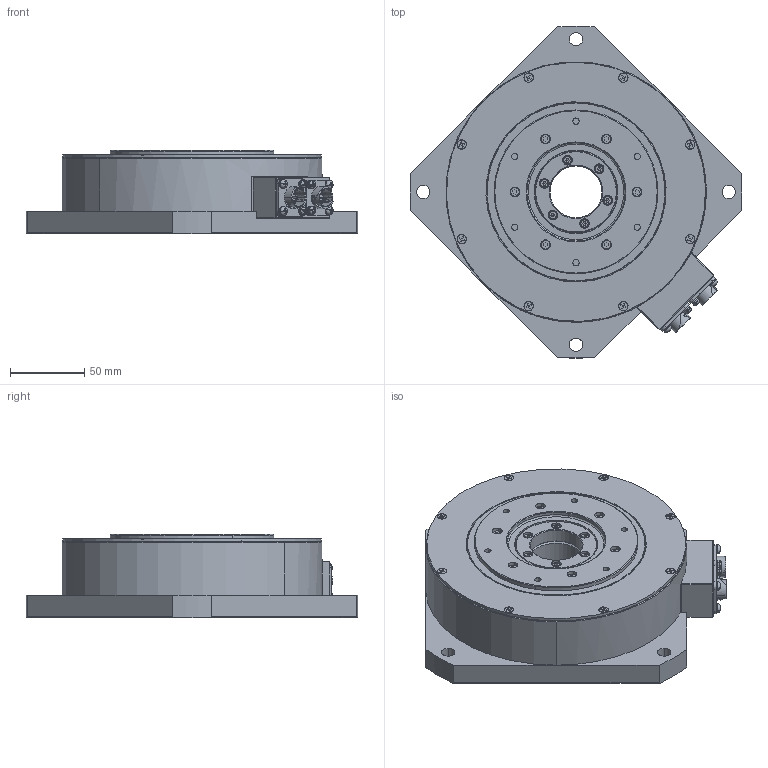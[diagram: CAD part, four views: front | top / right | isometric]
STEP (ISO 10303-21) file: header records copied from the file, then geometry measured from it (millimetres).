
FILE_DESCRIPTION (( 'STEP AP203' ), '1' );
FILE_NAME ('F_DD175_Total Ass''y_V2_Part_Cut.STEP', '2023-02-14T07:58:14', ( '' ), ( '' ), 'SwSTEP 2.0', 'SolidWorks 2021', '' );
FILE_SCHEMA (( 'CONFIG_CONTROL_DESIGN' ));
Length unit declared in the file: millimetre
Products named in the file (1): F_DD175_Total Ass''y_V2_Part_Cut
Bounding box: 222.85 x 222.84 x 56 mm (x, y, z)
Volume: 434166.9 mm3; surface area: 210687.3 mm2
Topology: 52 solids, 52 shells, 1706 faces, 4396 edges, 2785 vertices
Faces by surface type: plane 729, cylinder 714, cone 161, sphere 48, bspline 28, torus 26
Entity records: 57268 total; most frequent: CARTESIAN_POINT 15018, DIRECTION 9111, ORIENTED_EDGE 8604, EDGE_CURVE 4302, AXIS2_PLACEMENT_3D 3462, VERTEX_POINT 2781, LINE 2187, VECTOR 2187
